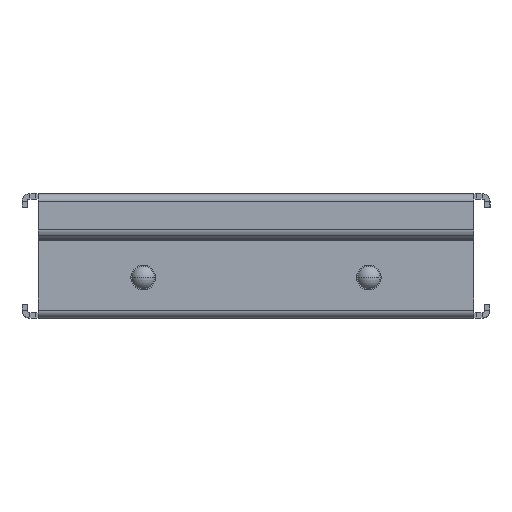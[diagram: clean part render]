
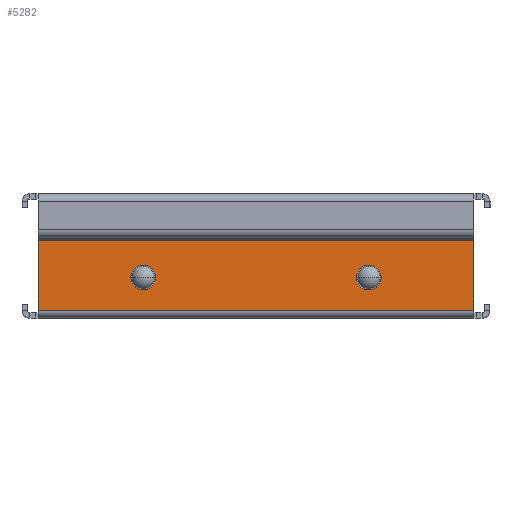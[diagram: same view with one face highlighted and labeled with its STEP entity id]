
A CAD part, top view. The second image highlights one B-rep face of the part: STEP entity #5282.
In plain terms, the highlighted planar face has unit normal (0, 0, 1).
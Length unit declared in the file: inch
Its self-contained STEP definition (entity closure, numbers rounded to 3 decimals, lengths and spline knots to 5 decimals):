
#9 = FACE_BOUND ( 'NONE', #6218, .T. ) ;
#589 = EDGE_CURVE ( 'NONE', #5965, #6674, #4392, .T. ) ;
#679 = CARTESIAN_POINT ( 'NONE',  ( -0.555, 0.1556, 0.3935 ) ) ;
#800 = CARTESIAN_POINT ( 'NONE',  ( -0.445, 0.1556, 0.3935 ) ) ;
#804 = VECTOR ( 'NONE', #1894, 39.37008 ) ;
#847 = CIRCLE ( 'NONE', #4696, 0.055 ) ;
#882 = AXIS2_PLACEMENT_3D ( 'NONE', #3658, #3616, #3119 ) ;
#960 = CIRCLE ( 'NONE', #882, 0.055 ) ;
#973 = EDGE_CURVE ( 'NONE', #5085, #5142, #1722, .T. ) ;
#1082 = CARTESIAN_POINT ( 'NONE',  ( 0.555, 0.1556, 0.3935 ) ) ;
#1211 = EDGE_LOOP ( 'NONE', ( #3194, #6064 ) ) ;
#1247 = AXIS2_PLACEMENT_3D ( 'NONE', #5223, #5154, #4761 ) ;
#1310 = ORIENTED_EDGE ( 'NONE', *, *, #4600, .F. ) ;
#1322 = DIRECTION ( 'NONE',  ( -1., 0., 0. ) ) ;
#1401 = DIRECTION ( 'NONE',  ( 0., 0., 1. ) ) ;
#1426 = CARTESIAN_POINT ( 'NONE',  ( -0.5, 0.1556, 0.3935 ) ) ;
#1558 = VECTOR ( 'NONE', #1943, 39.37008 ) ;
#1722 = CIRCLE ( 'NONE', #3534, 0.055 ) ;
#1857 = CARTESIAN_POINT ( 'NONE',  ( -0.965, 0.011, 0.3935 ) ) ;
#1894 = DIRECTION ( 'NONE',  ( -1., 0., 0. ) ) ;
#1943 = DIRECTION ( 'NONE',  ( -1., 0., 0. ) ) ;
#1988 = LINE ( 'NONE', #5590, #3268 ) ;
#2072 = VERTEX_POINT ( 'NONE', #679 ) ;
#2094 = ORIENTED_EDGE ( 'NONE', *, *, #589, .F. ) ;
#2132 = CARTESIAN_POINT ( 'NONE',  ( -0.965, 0.321, 0.3935 ) ) ;
#2288 = EDGE_CURVE ( 'NONE', #5076, #4354, #4868, .T. ) ;
#2688 = CARTESIAN_POINT ( 'NONE',  ( 0.445, 0.1556, 0.3935 ) ) ;
#2972 = CARTESIAN_POINT ( 'NONE',  ( -0.965, 0.011, 0.3935 ) ) ;
#3029 = ORIENTED_EDGE ( 'NONE', *, *, #5028, .T. ) ;
#3119 = DIRECTION ( 'NONE',  ( -1., 0., 0. ) ) ;
#3194 = ORIENTED_EDGE ( 'NONE', *, *, #3590, .F. ) ;
#3239 = CARTESIAN_POINT ( 'NONE',  ( 0.965, 0.321, 0.3935 ) ) ;
#3268 = VECTOR ( 'NONE', #5620, 39.37008 ) ;
#3534 = AXIS2_PLACEMENT_3D ( 'NONE', #3807, #3802, #3790 ) ;
#3590 = EDGE_CURVE ( 'NONE', #5142, #5085, #847, .T. ) ;
#3616 = DIRECTION ( 'NONE',  ( 0., 0., 1. ) ) ;
#3657 = DIRECTION ( 'NONE',  ( 1., 0., 0. ) ) ;
#3658 = CARTESIAN_POINT ( 'NONE',  ( -0.5, 0.1556, 0.3935 ) ) ;
#3706 = DIRECTION ( 'NONE',  ( 0., 0., 1. ) ) ;
#3746 = CARTESIAN_POINT ( 'NONE',  ( 0.5, 0.1556, 0.3935 ) ) ;
#3790 = DIRECTION ( 'NONE',  ( 1., 0., 0. ) ) ;
#3802 = DIRECTION ( 'NONE',  ( 0., 0., 1. ) ) ;
#3807 = CARTESIAN_POINT ( 'NONE',  ( 0.5, 0.1556, 0.3935 ) ) ;
#3920 = CARTESIAN_POINT ( 'NONE',  ( 0.965, 0.011, 0.3935 ) ) ;
#4034 = CIRCLE ( 'NONE', #6569, 0.055 ) ;
#4075 = LINE ( 'NONE', #5697, #6762 ) ;
#4244 = ORIENTED_EDGE ( 'NONE', *, *, #2288, .T. ) ;
#4354 = VERTEX_POINT ( 'NONE', #5325 ) ;
#4392 = LINE ( 'NONE', #1857, #1558 ) ;
#4600 = EDGE_CURVE ( 'NONE', #4911, #2072, #4034, .T. ) ;
#4696 = AXIS2_PLACEMENT_3D ( 'NONE', #3746, #3706, #3657 ) ;
#4733 = DIRECTION ( 'NONE',  ( 0., -1., 0. ) ) ;
#4761 = DIRECTION ( 'NONE',  ( -1., 0., 0. ) ) ;
#4868 = LINE ( 'NONE', #2132, #804 ) ;
#4911 = VERTEX_POINT ( 'NONE', #800 ) ;
#5028 = EDGE_CURVE ( 'NONE', #4354, #6674, #4075, .T. ) ;
#5076 = VERTEX_POINT ( 'NONE', #3239 ) ;
#5085 = VERTEX_POINT ( 'NONE', #2688 ) ;
#5142 = VERTEX_POINT ( 'NONE', #1082 ) ;
#5154 = DIRECTION ( 'NONE',  ( 0., 0., -1. ) ) ;
#5170 = FACE_BOUND ( 'NONE', #1211, .T. ) ;
#5184 = PLANE ( 'NONE',  #1247 ) ;
#5223 = CARTESIAN_POINT ( 'NONE',  ( -0.965, 0.321, 0.3935 ) ) ;
#5282 = ADVANCED_FACE ( 'NONE', ( #9, #5170, #6517 ), #5184, .F. ) ;
#5305 = EDGE_CURVE ( 'NONE', #2072, #4911, #960, .T. ) ;
#5325 = CARTESIAN_POINT ( 'NONE',  ( -0.965, 0.321, 0.3935 ) ) ;
#5500 = ORIENTED_EDGE ( 'NONE', *, *, #5305, .F. ) ;
#5590 = CARTESIAN_POINT ( 'NONE',  ( 0.965, 0.321, 0.3935 ) ) ;
#5620 = DIRECTION ( 'NONE',  ( 0., 1., 0. ) ) ;
#5631 = EDGE_CURVE ( 'NONE', #5965, #5076, #1988, .T. ) ;
#5697 = CARTESIAN_POINT ( 'NONE',  ( -0.965, 0., 0.3935 ) ) ;
#5965 = VERTEX_POINT ( 'NONE', #3920 ) ;
#6064 = ORIENTED_EDGE ( 'NONE', *, *, #973, .F. ) ;
#6218 = EDGE_LOOP ( 'NONE', ( #1310, #5500 ) ) ;
#6228 = ORIENTED_EDGE ( 'NONE', *, *, #5631, .T. ) ;
#6314 = EDGE_LOOP ( 'NONE', ( #2094, #6228, #4244, #3029 ) ) ;
#6517 = FACE_OUTER_BOUND ( 'NONE', #6314, .T. ) ;
#6569 = AXIS2_PLACEMENT_3D ( 'NONE', #1426, #1401, #1322 ) ;
#6674 = VERTEX_POINT ( 'NONE', #2972 ) ;
#6762 = VECTOR ( 'NONE', #4733, 39.37008 ) ;
